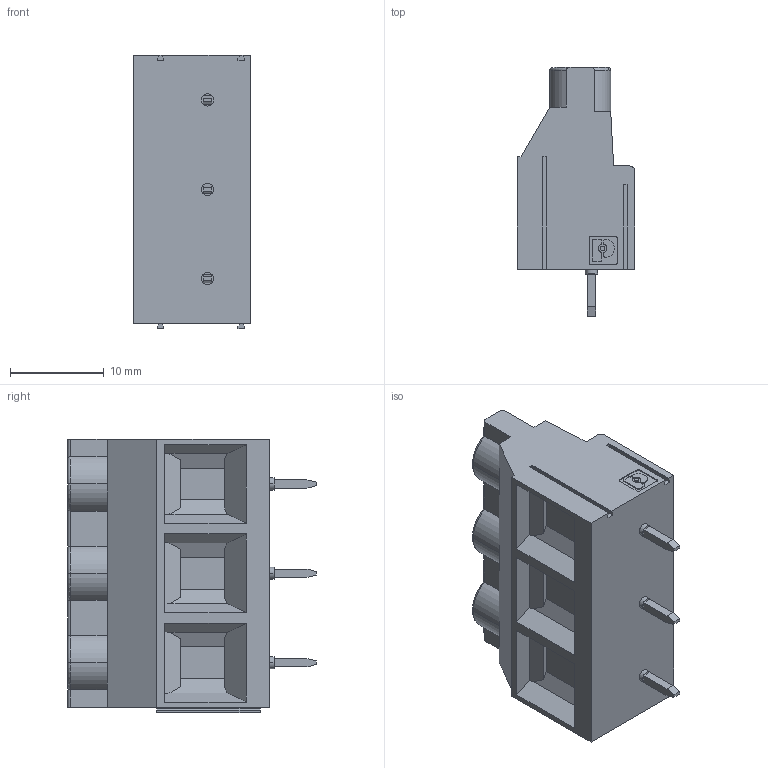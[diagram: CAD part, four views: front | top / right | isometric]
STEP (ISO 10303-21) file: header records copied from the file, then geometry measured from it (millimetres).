
FILE_DESCRIPTION(('SolidDesigner STEP Export'),'1');
FILE_NAME('mkds_5-3-9.5.stp','2000-07-06T10:52:20',(''),(''), 'SolidDesigner STEP processor Version: 7.0(Mar 1999)for AP214(CD)(Solid Model)', 'CoCreate SolidDesigner: 07.50 21-Dec-99(C) CoCreate Software GmbH','');
FILE_SCHEMA(('AUTOMOTIVE_DESIGN_CC2 {1 2 10303 214 -1 1 5 1}'));
Length unit declared in the file: millimetre
Products named in the file (2): mkds_5-3-9.5
Assembly tree (1 placements, depth 2):
  mkds_5-3-9.5
    mkds_5-3-9.5
Bounding box: 12.5 x 26.5 x 29.13 mm (x, y, z)
Volume: 5361.1 mm3; surface area: 2858.7 mm2
Topology: 1 solids, 1 shells, 234 faces, 591 edges, 380 vertices
Faces by surface type: plane 161, cylinder 61, torus 12
Entity records: 9056 total; most frequent: CARTESIAN_POINT 1731, ORIENTED_EDGE 1182, DIRECTION 1035, EDGE_CURVE 591, VECTOR 419, LINE 419, VERTEX_POINT 380, AXIS2_PLACEMENT_3D 308
